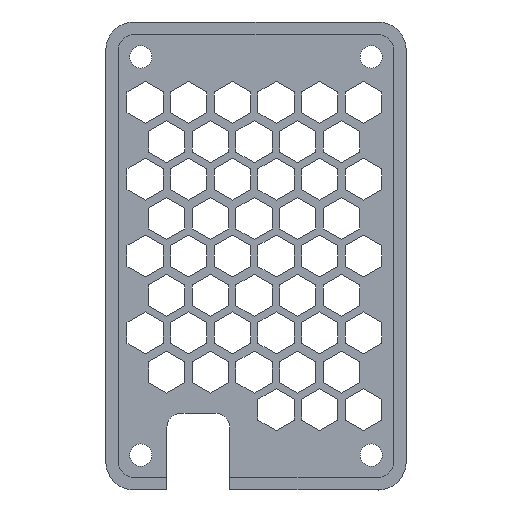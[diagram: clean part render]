
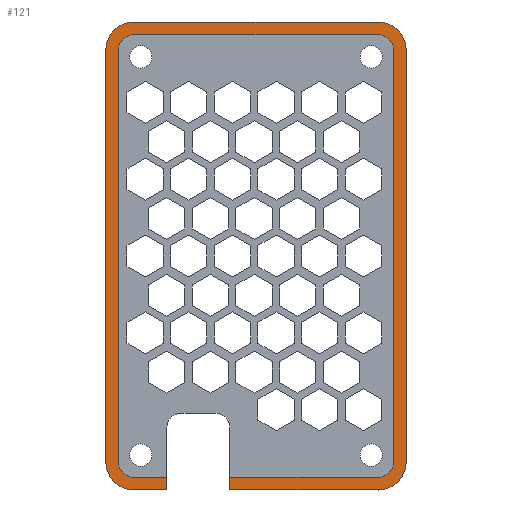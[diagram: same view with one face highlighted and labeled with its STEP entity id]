
A CAD part, top view. The second image highlights one B-rep face of the part: STEP entity #121.
In plain terms, the highlighted planar face has unit normal (0, 0, 1).
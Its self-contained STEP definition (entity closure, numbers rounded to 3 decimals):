
#24 = VERTEX_POINT('',#25);
#25 = CARTESIAN_POINT('',(-21.5,-29.5,5.5));
#31 = EDGE_CURVE('',#24,#32,#34,.T.);
#32 = VERTEX_POINT('',#33);
#33 = CARTESIAN_POINT('',(-21.5,29.5,5.5));
#34 = LINE('',#35,#36);
#35 = CARTESIAN_POINT('',(-21.5,-29.5,5.5));
#36 = VECTOR('',#37,1.);
#37 = DIRECTION('',(0.,1.,0.));
#62 = EDGE_CURVE('',#24,#63,#65,.T.);
#63 = VERTEX_POINT('',#64);
#64 = CARTESIAN_POINT('',(-17.5,-33.5,5.5));
#65 = CIRCLE('',#66,4.);
#66 = AXIS2_PLACEMENT_3D('',#67,#68,#69);
#67 = CARTESIAN_POINT('',(-17.5,-29.5,5.5));
#68 = DIRECTION('',(0.,0.,1.));
#69 = DIRECTION('',(1.,0.,0.));
#121 = ADVANCED_FACE('',(#122),#275,.T.);
#122 = FACE_BOUND('',#123,.T.);
#123 = EDGE_LOOP('',(#124,#125,#126,#134,#142,#150,#159,#167,#176,#184,
    #193,#201,#210,#218,#226,#234,#243,#251,#260,#268));
#124 = ORIENTED_EDGE('',*,*,#31,.F.);
#125 = ORIENTED_EDGE('',*,*,#62,.T.);
#126 = ORIENTED_EDGE('',*,*,#127,.F.);
#127 = EDGE_CURVE('',#128,#63,#130,.T.);
#128 = VERTEX_POINT('',#129);
#129 = CARTESIAN_POINT('',(-12.75,-33.5,5.5));
#130 = LINE('',#131,#132);
#131 = CARTESIAN_POINT('',(17.5,-33.5,5.5));
#132 = VECTOR('',#133,1.);
#133 = DIRECTION('',(-1.,0.,0.));
#134 = ORIENTED_EDGE('',*,*,#135,.T.);
#135 = EDGE_CURVE('',#128,#136,#138,.T.);
#136 = VERTEX_POINT('',#137);
#137 = CARTESIAN_POINT('',(-12.75,-31.7,5.5));
#138 = LINE('',#139,#140);
#139 = CARTESIAN_POINT('',(-12.75,-12.25,5.5));
#140 = VECTOR('',#141,1.);
#141 = DIRECTION('',(0.,1.,0.));
#142 = ORIENTED_EDGE('',*,*,#143,.T.);
#143 = EDGE_CURVE('',#136,#144,#146,.T.);
#144 = VERTEX_POINT('',#145);
#145 = CARTESIAN_POINT('',(-17.5,-31.7,5.5));
#146 = LINE('',#147,#148);
#147 = CARTESIAN_POINT('',(17.5,-31.7,5.5));
#148 = VECTOR('',#149,1.);
#149 = DIRECTION('',(-1.,0.,0.));
#150 = ORIENTED_EDGE('',*,*,#151,.F.);
#151 = EDGE_CURVE('',#152,#144,#154,.T.);
#152 = VERTEX_POINT('',#153);
#153 = CARTESIAN_POINT('',(-19.7,-29.5,5.5));
#154 = CIRCLE('',#155,2.2);
#155 = AXIS2_PLACEMENT_3D('',#156,#157,#158);
#156 = CARTESIAN_POINT('',(-17.5,-29.5,5.5));
#157 = DIRECTION('',(0.,0.,1.));
#158 = DIRECTION('',(-1.,0.,0.));
#159 = ORIENTED_EDGE('',*,*,#160,.T.);
#160 = EDGE_CURVE('',#152,#161,#163,.T.);
#161 = VERTEX_POINT('',#162);
#162 = CARTESIAN_POINT('',(-19.7,29.5,5.5));
#163 = LINE('',#164,#165);
#164 = CARTESIAN_POINT('',(-19.7,-29.5,5.5));
#165 = VECTOR('',#166,1.);
#166 = DIRECTION('',(0.,1.,0.));
#167 = ORIENTED_EDGE('',*,*,#168,.F.);
#168 = EDGE_CURVE('',#169,#161,#171,.T.);
#169 = VERTEX_POINT('',#170);
#170 = CARTESIAN_POINT('',(-17.5,31.7,5.5));
#171 = CIRCLE('',#172,2.2);
#172 = AXIS2_PLACEMENT_3D('',#173,#174,#175);
#173 = CARTESIAN_POINT('',(-17.5,29.5,5.5));
#174 = DIRECTION('',(0.,0.,1.));
#175 = DIRECTION('',(-1.,0.,0.));
#176 = ORIENTED_EDGE('',*,*,#177,.T.);
#177 = EDGE_CURVE('',#169,#178,#180,.T.);
#178 = VERTEX_POINT('',#179);
#179 = CARTESIAN_POINT('',(17.5,31.7,5.5));
#180 = LINE('',#181,#182);
#181 = CARTESIAN_POINT('',(-17.5,31.7,5.5));
#182 = VECTOR('',#183,1.);
#183 = DIRECTION('',(1.,0.,0.));
#184 = ORIENTED_EDGE('',*,*,#185,.F.);
#185 = EDGE_CURVE('',#186,#178,#188,.T.);
#186 = VERTEX_POINT('',#187);
#187 = CARTESIAN_POINT('',(19.7,29.5,5.5));
#188 = CIRCLE('',#189,2.2);
#189 = AXIS2_PLACEMENT_3D('',#190,#191,#192);
#190 = CARTESIAN_POINT('',(17.5,29.5,5.5));
#191 = DIRECTION('',(0.,0.,1.));
#192 = DIRECTION('',(-1.,0.,0.));
#193 = ORIENTED_EDGE('',*,*,#194,.T.);
#194 = EDGE_CURVE('',#186,#195,#197,.T.);
#195 = VERTEX_POINT('',#196);
#196 = CARTESIAN_POINT('',(19.7,-29.5,5.5));
#197 = LINE('',#198,#199);
#198 = CARTESIAN_POINT('',(19.7,29.5,5.5));
#199 = VECTOR('',#200,1.);
#200 = DIRECTION('',(0.,-1.,0.));
#201 = ORIENTED_EDGE('',*,*,#202,.F.);
#202 = EDGE_CURVE('',#203,#195,#205,.T.);
#203 = VERTEX_POINT('',#204);
#204 = CARTESIAN_POINT('',(17.5,-31.7,5.5));
#205 = CIRCLE('',#206,2.2);
#206 = AXIS2_PLACEMENT_3D('',#207,#208,#209);
#207 = CARTESIAN_POINT('',(17.5,-29.5,5.5));
#208 = DIRECTION('',(0.,0.,1.));
#209 = DIRECTION('',(-1.,0.,0.));
#210 = ORIENTED_EDGE('',*,*,#211,.T.);
#211 = EDGE_CURVE('',#203,#212,#214,.T.);
#212 = VERTEX_POINT('',#213);
#213 = CARTESIAN_POINT('',(-3.75,-31.7,5.5));
#214 = LINE('',#215,#216);
#215 = CARTESIAN_POINT('',(17.5,-31.7,5.5));
#216 = VECTOR('',#217,1.);
#217 = DIRECTION('',(-1.,0.,0.));
#218 = ORIENTED_EDGE('',*,*,#219,.T.);
#219 = EDGE_CURVE('',#212,#220,#222,.T.);
#220 = VERTEX_POINT('',#221);
#221 = CARTESIAN_POINT('',(-3.75,-33.5,5.5));
#222 = LINE('',#223,#224);
#223 = CARTESIAN_POINT('',(-3.75,-16.75,5.5));
#224 = VECTOR('',#225,1.);
#225 = DIRECTION('',(0.,-1.,0.));
#226 = ORIENTED_EDGE('',*,*,#227,.F.);
#227 = EDGE_CURVE('',#228,#220,#230,.T.);
#228 = VERTEX_POINT('',#229);
#229 = CARTESIAN_POINT('',(17.5,-33.5,5.5));
#230 = LINE('',#231,#232);
#231 = CARTESIAN_POINT('',(17.5,-33.5,5.5));
#232 = VECTOR('',#233,1.);
#233 = DIRECTION('',(-1.,0.,0.));
#234 = ORIENTED_EDGE('',*,*,#235,.T.);
#235 = EDGE_CURVE('',#228,#236,#238,.T.);
#236 = VERTEX_POINT('',#237);
#237 = CARTESIAN_POINT('',(21.5,-29.5,5.5));
#238 = CIRCLE('',#239,4.);
#239 = AXIS2_PLACEMENT_3D('',#240,#241,#242);
#240 = CARTESIAN_POINT('',(17.5,-29.5,5.5));
#241 = DIRECTION('',(0.,0.,1.));
#242 = DIRECTION('',(1.,0.,0.));
#243 = ORIENTED_EDGE('',*,*,#244,.F.);
#244 = EDGE_CURVE('',#245,#236,#247,.T.);
#245 = VERTEX_POINT('',#246);
#246 = CARTESIAN_POINT('',(21.5,29.5,5.5));
#247 = LINE('',#248,#249);
#248 = CARTESIAN_POINT('',(21.5,29.5,5.5));
#249 = VECTOR('',#250,1.);
#250 = DIRECTION('',(0.,-1.,0.));
#251 = ORIENTED_EDGE('',*,*,#252,.T.);
#252 = EDGE_CURVE('',#245,#253,#255,.T.);
#253 = VERTEX_POINT('',#254);
#254 = CARTESIAN_POINT('',(17.5,33.5,5.5));
#255 = CIRCLE('',#256,4.);
#256 = AXIS2_PLACEMENT_3D('',#257,#258,#259);
#257 = CARTESIAN_POINT('',(17.5,29.5,5.5));
#258 = DIRECTION('',(0.,0.,1.));
#259 = DIRECTION('',(1.,0.,0.));
#260 = ORIENTED_EDGE('',*,*,#261,.F.);
#261 = EDGE_CURVE('',#262,#253,#264,.T.);
#262 = VERTEX_POINT('',#263);
#263 = CARTESIAN_POINT('',(-17.5,33.5,5.5));
#264 = LINE('',#265,#266);
#265 = CARTESIAN_POINT('',(-17.5,33.5,5.5));
#266 = VECTOR('',#267,1.);
#267 = DIRECTION('',(1.,0.,0.));
#268 = ORIENTED_EDGE('',*,*,#269,.T.);
#269 = EDGE_CURVE('',#262,#32,#270,.T.);
#270 = CIRCLE('',#271,4.);
#271 = AXIS2_PLACEMENT_3D('',#272,#273,#274);
#272 = CARTESIAN_POINT('',(-17.5,29.5,5.5));
#273 = DIRECTION('',(0.,0.,1.));
#274 = DIRECTION('',(1.,0.,0.));
#275 = PLANE('',#276);
#276 = AXIS2_PLACEMENT_3D('',#277,#278,#279);
#277 = CARTESIAN_POINT('',(0.,0.,5.5));
#278 = DIRECTION('',(0.,0.,1.));
#279 = DIRECTION('',(1.,0.,0.));
